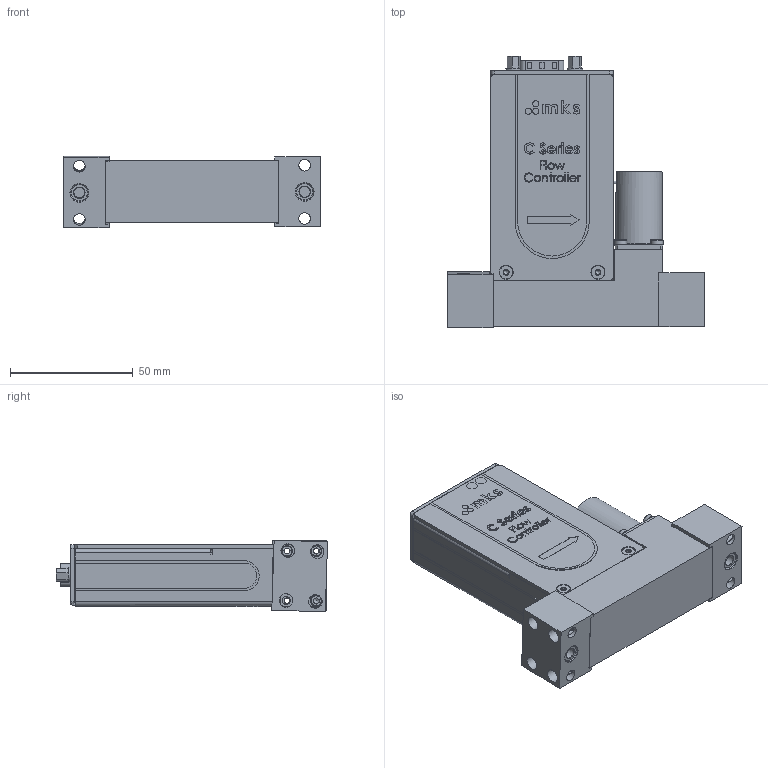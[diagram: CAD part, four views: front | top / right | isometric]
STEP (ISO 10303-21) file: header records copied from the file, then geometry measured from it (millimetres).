
FILE_DESCRIPTION (( 'STEP AP214' ), '1' );
FILE_NAME ('C-series_rs485-analog_C-seal_MFC.STEP', '2019-02-06T18:42:09', ( '' ), ( '' ), 'SwSTEP 2.0', 'SolidWorks 2015', '' );
FILE_SCHEMA (( 'AUTOMOTIVE_DESIGN' ));
Length unit declared in the file: inch
Products named in the file (1): C-series_rs485-analog_C-seal_MFC
Bounding box: 104.88 x 110.65 x 29.29 mm (x, y, z)
Surface area: 48222.4 mm2 (no closed solid volume)
Topology: 0 solids, 235 shells, 817 faces, 6480 edges, 5853 vertices
Faces by surface type: plane 531, cylinder 156, bspline 75, cone 45, torus 10
Full cylindrical faces by diameter (mm): 0.61 x9, 0.991 x2, 1.016 x1, 1.194 x1, 1.524 x1, 1.702 x1, 2 x2, 2.261 x2, 2.62 x1, 4.445 x2, 4.648 x1, 4.75 x4, 5 x4, 5.558 x8, 6.35 x2, 7.366 x2, 17 x2, 19 x1
Entity records: 102092 total; most frequent: CARTESIAN_POINT 50674, ORIENTED_EDGE 7396, EDGE_CURVE 6345, VERTEX_POINT 5806, DIRECTION 5736, VECTOR 3450, LINE 3450, B_SPLINE_CURVE_WITH_KNOTS 2495
